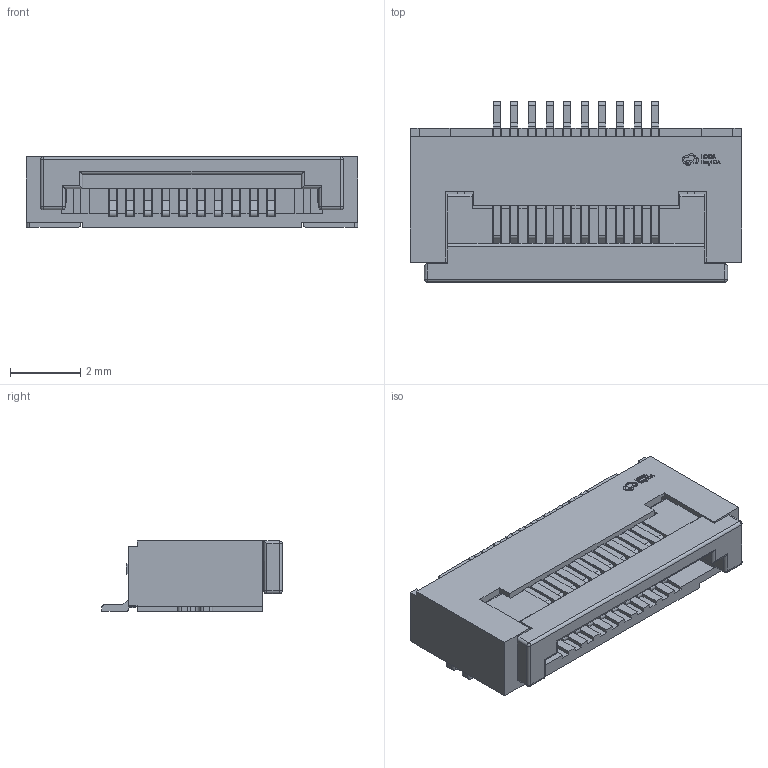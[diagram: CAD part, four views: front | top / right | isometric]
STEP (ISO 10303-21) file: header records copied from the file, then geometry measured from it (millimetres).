
FILE_DESCRIPTION(('CAx-IF Rec.Pracs.---Model Styling and Organization---1.5---2016-08-15','CAx-IF Rec.Pracs.---Geometric and Assembly Validation Properties---4.4---2016-08-17','CAx-IF Rec.Pracs.---User Defined Attributes---1.5---2016-08-15','CAx-IF Rec.Pracs.---External References---2.1---2005-01-19'),'2;1');
FILE_NAME('FPC-05F-10PH20.stp','2025-04-06T17:24:50',('Unspecified'),('Unspecified'),'CAD Exchanger 3.11.0 (cadexchanger.com)','Unspecified','');
FILE_SCHEMA(('AUTOMOTIVE_DESIGN { 1 0 10303 214 1 1 1 1 }'));
Length unit declared in the file: millimetre
Products named in the file (4): PCBModel; 0sIS-FPC1; FPC-SMD_10P-P0.50_XUNPU_FPC-05F-10PH20; COMPOUND
Assembly tree (3 placements, depth 4):
  PCBModel
    0sIS-FPC1
      FPC-SMD_10P-P0.50_XUNPU_FPC-05F-10PH20
        COMPOUND
Bounding box: 9.4 x 5.12 x 2.01 mm (x, y, z)
Volume: 50.5 mm3; surface area: 388 mm2
Topology: 14 solids, 14 shells, 829 faces, 2361 edges, 1550 vertices
Faces by surface type: plane 623, bspline 110, cylinder 88, sphere 8
Entity records: 34424 total; most frequent: CARTESIAN_POINT 6946, ORIENTED_EDGE 4706, DIRECTION 3717, EDGE_CURVE 2353, LINE 1963, VECTOR 1963, VERTEX_POINT 1550, AXIS2_PLACEMENT_3D 877
